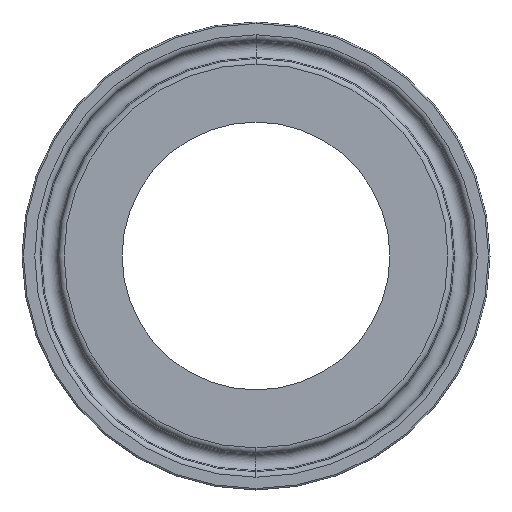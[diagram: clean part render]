
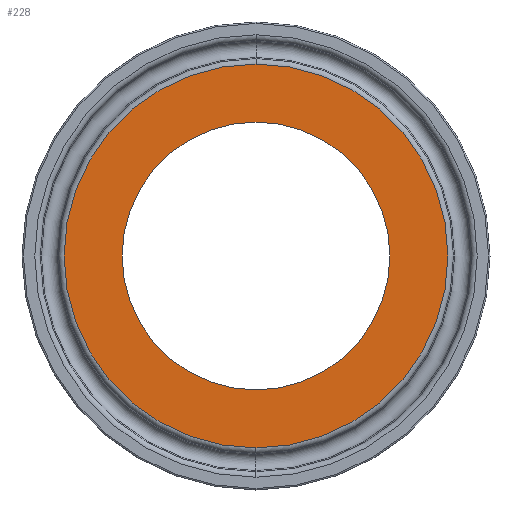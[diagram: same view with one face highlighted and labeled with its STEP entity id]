
A CAD part, left-side view. The second image highlights one B-rep face of the part: STEP entity #228.
In plain terms, the highlighted planar face has unit normal (-1, 0, 0).
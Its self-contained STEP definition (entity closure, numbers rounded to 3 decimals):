
#16 = CARTESIAN_POINT ( 'NONE',  ( 0., 0., -26.247 ) ) ;
#25 = AXIS2_PLACEMENT_3D ( 'NONE', #698, #239, #351 ) ;
#35 = DIRECTION ( 'NONE',  ( -1., 0., 0. ) ) ;
#42 = AXIS2_PLACEMENT_3D ( 'NONE', #676, #316, #268 ) ;
#43 = AXIS2_PLACEMENT_3D ( 'NONE', #180, #142, #374 ) ;
#59 = EDGE_CURVE ( 'NONE', #160, #372, #659, .T. ) ;
#80 = PLANE ( 'NONE',  #43 ) ;
#102 = AXIS2_PLACEMENT_3D ( 'NONE', #434, #35, #437 ) ;
#140 = CIRCLE ( 'NONE', #666, 26.247 ) ;
#142 = DIRECTION ( 'NONE',  ( 1., 0., 0. ) ) ;
#160 = VERTEX_POINT ( 'NONE', #588 ) ;
#180 = CARTESIAN_POINT ( 'NONE',  ( 0., 26.247, 0. ) ) ;
#181 = VERTEX_POINT ( 'NONE', #16 ) ;
#228 = ADVANCED_FACE ( 'NONE', ( #643, #467 ), #80, .F. ) ;
#233 = EDGE_LOOP ( 'NONE', ( #502, #285 ) ) ;
#237 = CARTESIAN_POINT ( 'NONE',  ( 0., 0., 0. ) ) ;
#239 = DIRECTION ( 'NONE',  ( -1., 0., 0. ) ) ;
#268 = DIRECTION ( 'NONE',  ( 0., 0., 1. ) ) ;
#284 = ORIENTED_EDGE ( 'NONE', *, *, #330, .T. ) ;
#285 = ORIENTED_EDGE ( 'NONE', *, *, #59, .F. ) ;
#316 = DIRECTION ( 'NONE',  ( -1., 0., 0. ) ) ;
#330 = EDGE_CURVE ( 'NONE', #181, #713, #639, .T. ) ;
#351 = DIRECTION ( 'NONE',  ( 0., 0., 1. ) ) ;
#372 = VERTEX_POINT ( 'NONE', #439 ) ;
#374 = DIRECTION ( 'NONE',  ( 0., 0., -1. ) ) ;
#414 = DIRECTION ( 'NONE',  ( -1., 0., 0. ) ) ;
#434 = CARTESIAN_POINT ( 'NONE',  ( 0., 0., 0. ) ) ;
#437 = DIRECTION ( 'NONE',  ( 0., 0., 1. ) ) ;
#439 = CARTESIAN_POINT ( 'NONE',  ( 0., 0., 18.31 ) ) ;
#467 = FACE_OUTER_BOUND ( 'NONE', #627, .T. ) ;
#489 = EDGE_CURVE ( 'NONE', #713, #181, #140, .T. ) ;
#499 = CARTESIAN_POINT ( 'NONE',  ( 0., 0., 26.247 ) ) ;
#502 = ORIENTED_EDGE ( 'NONE', *, *, #618, .F. ) ;
#559 = CIRCLE ( 'NONE', #102, 18.31 ) ;
#588 = CARTESIAN_POINT ( 'NONE',  ( 0., 0., -18.31 ) ) ;
#613 = ORIENTED_EDGE ( 'NONE', *, *, #489, .T. ) ;
#618 = EDGE_CURVE ( 'NONE', #372, #160, #559, .T. ) ;
#627 = EDGE_LOOP ( 'NONE', ( #613, #284 ) ) ;
#639 = CIRCLE ( 'NONE', #42, 26.247 ) ;
#643 = FACE_BOUND ( 'NONE', #233, .T. ) ;
#659 = CIRCLE ( 'NONE', #25, 18.31 ) ;
#666 = AXIS2_PLACEMENT_3D ( 'NONE', #237, #414, #701 ) ;
#676 = CARTESIAN_POINT ( 'NONE',  ( 0., 0., 0. ) ) ;
#698 = CARTESIAN_POINT ( 'NONE',  ( 0., 0., 0. ) ) ;
#701 = DIRECTION ( 'NONE',  ( 0., 0., 1. ) ) ;
#713 = VERTEX_POINT ( 'NONE', #499 ) ;
